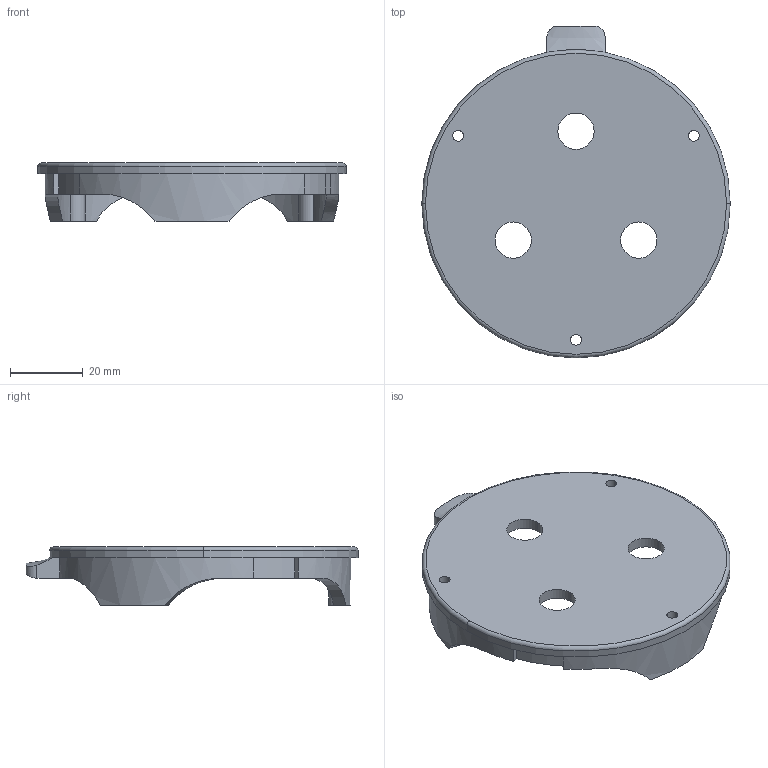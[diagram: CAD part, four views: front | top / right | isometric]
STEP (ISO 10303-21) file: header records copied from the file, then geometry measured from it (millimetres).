
FILE_DESCRIPTION (( 'STEP AP214' ), '1' );
FILE_NAME ('axis3_ºó¸Ç2.STEP', '2023-10-29T03:17:42', ( '' ), ( '' ), 'SwSTEP 2.0', 'SolidWorks 2023', '' );
FILE_SCHEMA (( 'AUTOMOTIVE_DESIGN' ));
Length unit declared in the file: millimetre
Products named in the file (1): axis3_后盖2
Bounding box: 85 x 91.5 x 16 mm (x, y, z)
Volume: 23614.1 mm3; surface area: 16688.6 mm2
Topology: 1 solids, 1 shells, 59 faces, 167 edges, 110 vertices
Faces by surface type: cylinder 39, plane 16, torus 2, bspline 2
Entity records: 2383 total; most frequent: CARTESIAN_POINT 793, ORIENTED_EDGE 334, DIRECTION 330, EDGE_CURVE 167, AXIS2_PLACEMENT_3D 133, VERTEX_POINT 110, CIRCLE 75, EDGE_LOOP 71
